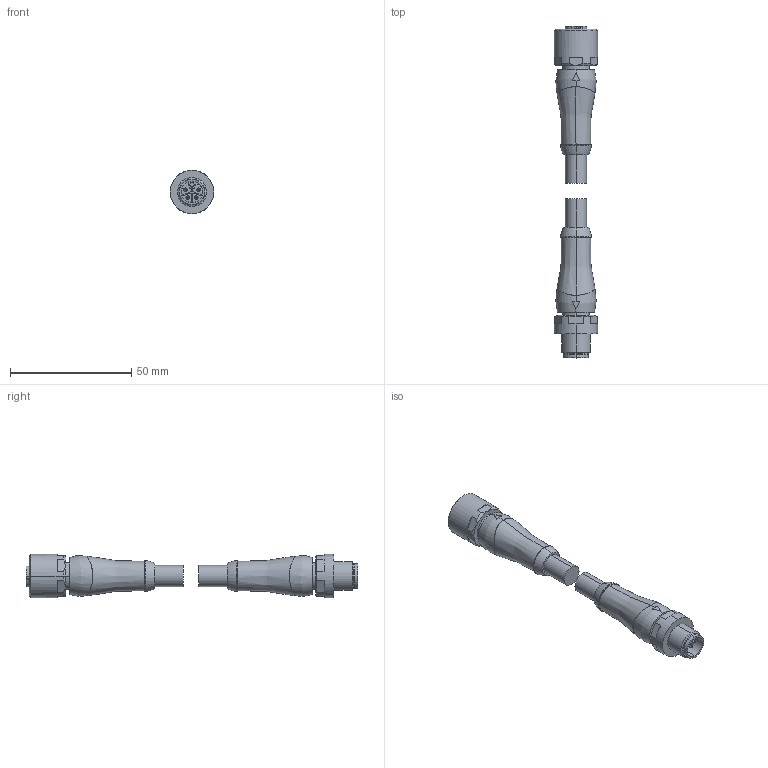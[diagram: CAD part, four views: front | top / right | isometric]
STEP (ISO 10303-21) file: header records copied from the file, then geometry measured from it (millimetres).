
FILE_DESCRIPTION (( 'STEP AP203' ), '1' );
FILE_NAME ('7700-P4241-U0D0500.step', '2021-12-20T18:14:52', ( '' ), ( '' ), 'SwSTEP 2.0', 'SolidWorks 2021', '' );
FILE_SCHEMA (( 'CONFIG_CONTROL_DESIGN' ));
Length unit declared in the file: inch
Products named in the file (3): 7700-P4241-U0D0500_1; 7700-P4241-U0D0500_2; 7700-P4241-U0D0500
Assembly tree (2 placements, depth 2):
  7700-P4241-U0D0500
    7700-P4241-U0D0500_1
    7700-P4241-U0D0500_2
Bounding box: 17.9 x 136.8 x 17.9 mm (x, y, z)
Volume: 17867.7 mm3; surface area: 9319.3 mm2
Topology: 3 solids, 3 shells, 214 faces, 517 edges, 339 vertices
Faces by surface type: plane 98, cylinder 62, bspline 28, torus 14, cone 12
Entity records: 17140 total; most frequent: CARTESIAN_POINT 11841, DIRECTION 1050, ORIENTED_EDGE 1034, EDGE_CURVE 517, AXIS2_PLACEMENT_3D 421, VERTEX_POINT 339, EDGE_LOOP 246, CIRCLE 230
